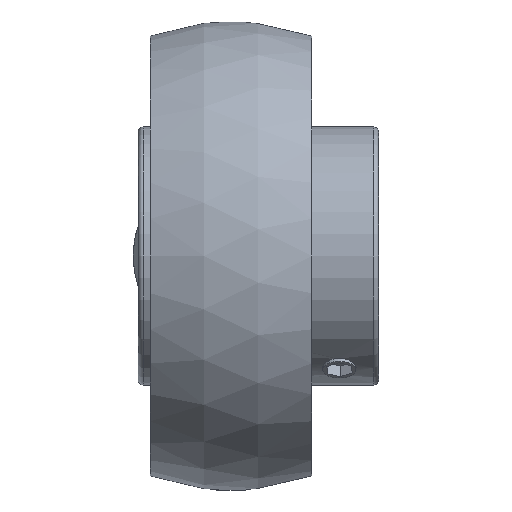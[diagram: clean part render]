
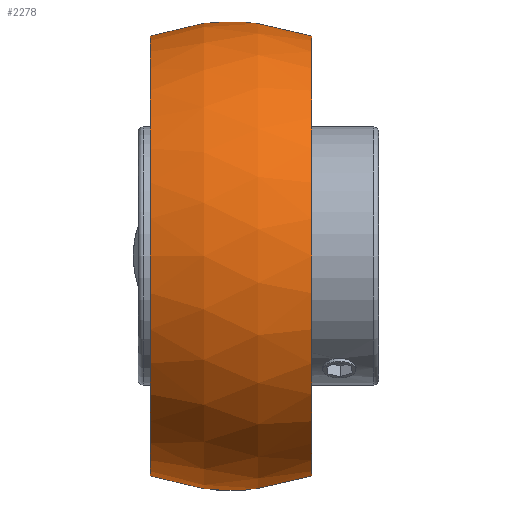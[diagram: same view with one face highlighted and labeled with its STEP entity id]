
A CAD part, front view. The second image highlights one B-rep face of the part: STEP entity #2278.
In plain terms, the highlighted spherical face has radius 48 mm.
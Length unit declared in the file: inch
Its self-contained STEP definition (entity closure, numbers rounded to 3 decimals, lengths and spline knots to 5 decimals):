
#830=SPHERICAL_SURFACE('',#2444,1.88976);
#1048=VERTEX_POINT('',#2561);
#1051=VERTEX_POINT('',#2566);
#1118=VERTEX_POINT('',#3354);
#1123=VERTEX_POINT('',#3368);
#1124=VERTEX_POINT('',#3375);
#1125=VERTEX_POINT('',#3379);
#1126=VERTEX_POINT('',#3382);
#1127=VERTEX_POINT('',#3386);
#1128=VERTEX_POINT('',#3388);
#1129=VERTEX_POINT('',#3390);
#1130=VERTEX_POINT('',#3392);
#1131=VERTEX_POINT('',#3394);
#1132=VERTEX_POINT('',#3398);
#1133=VERTEX_POINT('',#3400);
#1200=CIRCLE('',#2343,1.7746);
#1250=CIRCLE('',#2436,1.88607);
#1251=CIRCLE('',#2438,1.88607);
#1252=CIRCLE('',#2439,1.88607);
#1253=CIRCLE('',#2441,1.88607);
#1254=CIRCLE('',#2442,1.88607);
#1255=CIRCLE('',#2443,1.88607);
#1256=CIRCLE('',#2445,0.7874);
#1257=CIRCLE('',#2446,1.7746);
#1298=EDGE_CURVE('',#1051,#1048,#1200,.T.);
#1407=EDGE_CURVE('',#1118,#1124,#1250,.T.);
#1409=EDGE_CURVE('',#1124,#1125,#1251,.T.);
#1411=EDGE_CURVE('',#1123,#1126,#1252,.T.);
#1413=EDGE_CURVE('',#1126,#1127,#1253,.T.);
#1415=EDGE_CURVE('',#1129,#1128,#1254,.T.);
#1418=EDGE_CURVE('',#1131,#1130,#1255,.T.);
#1420=EDGE_CURVE('',#1130,#1118,#1250,.T.);
#1421=EDGE_CURVE('',#1128,#1123,#1252,.T.);
#1422=EDGE_CURVE('',#1048,#1125,#1256,.T.);
#1423=EDGE_CURVE('',#1129,#1051,#1256,.T.);
#1424=EDGE_CURVE('',#1132,#1127,#1256,.T.);
#1425=EDGE_CURVE('',#1133,#1132,#1257,.T.);
#1426=EDGE_CURVE('',#1131,#1133,#1256,.T.);
#1731=ORIENTED_EDGE('',*,*,#1418,.T.);
#1732=ORIENTED_EDGE('',*,*,#1420,.T.);
#1733=ORIENTED_EDGE('',*,*,#1407,.T.);
#1734=ORIENTED_EDGE('',*,*,#1409,.T.);
#1735=ORIENTED_EDGE('',*,*,#1422,.F.);
#1736=ORIENTED_EDGE('',*,*,#1298,.F.);
#1737=ORIENTED_EDGE('',*,*,#1423,.F.);
#1738=ORIENTED_EDGE('',*,*,#1415,.T.);
#1739=ORIENTED_EDGE('',*,*,#1421,.T.);
#1740=ORIENTED_EDGE('',*,*,#1411,.T.);
#1741=ORIENTED_EDGE('',*,*,#1413,.T.);
#1742=ORIENTED_EDGE('',*,*,#1424,.F.);
#1743=ORIENTED_EDGE('',*,*,#1425,.F.);
#1744=ORIENTED_EDGE('',*,*,#1426,.F.);
#1957=EDGE_LOOP('',(#1731,#1732,#1733,#1734,#1735,#1736,#1737,#1738,#1739,
#1740,#1741,#1742,#1743,#1744));
#2120=FACE_BOUND('',#1957,.T.);
#2278=ADVANCED_FACE('',(#2120),#830,.T.);
#2343=AXIS2_PLACEMENT_3D('',#2567,#3807,#3808);
#2436=AXIS2_PLACEMENT_3D('',#3376,#4014,#4015);
#2438=AXIS2_PLACEMENT_3D('',#3380,#4018,#4019);
#2439=AXIS2_PLACEMENT_3D('',#3383,#4021,#4022);
#2441=AXIS2_PLACEMENT_3D('',#3387,#4025,#4026);
#2442=AXIS2_PLACEMENT_3D('',#3389,#4027,#4028);
#2443=AXIS2_PLACEMENT_3D('',#3393,#4030,#4031);
#2444=AXIS2_PLACEMENT_3D('',#3396,#4033,#4034);
#2445=AXIS2_PLACEMENT_3D('',#3397,#4035,#4036);
#2446=AXIS2_PLACEMENT_3D('',#3399,#4037,#4038);
#2561=CARTESIAN_POINT('',(0.44499,1.71791,0.64961));
#2566=CARTESIAN_POINT('',(-0.44499,1.71791,0.64961));
#2567=CARTESIAN_POINT('',(0.,0.,0.64961));
#3354=CARTESIAN_POINT('',(1.88607,0.11811,0.));
#3368=CARTESIAN_POINT('',(-1.88607,0.11811,0.));
#3375=CARTESIAN_POINT('',(1.88237,0.11811,0.11811));
#3376=CARTESIAN_POINT('',(0.,0.11811,0.));
#3379=CARTESIAN_POINT('',(0.77849,1.71791,0.11811));
#3380=CARTESIAN_POINT('',(0.,0.,0.11811));
#3382=CARTESIAN_POINT('',(-1.88237,0.11811,-0.11811));
#3383=CARTESIAN_POINT('',(0.,0.11811,0.));
#3386=CARTESIAN_POINT('',(-0.77849,1.71791,-0.11811));
#3387=CARTESIAN_POINT('',(0.,0.,-0.11811));
#3388=CARTESIAN_POINT('',(-1.88237,0.11811,0.11811));
#3389=CARTESIAN_POINT('',(0.,0.,0.11811));
#3390=CARTESIAN_POINT('',(-0.77849,1.71791,0.11811));
#3392=CARTESIAN_POINT('',(1.88237,0.11811,-0.11811));
#3393=CARTESIAN_POINT('',(0.,0.,-0.11811));
#3394=CARTESIAN_POINT('',(0.77849,1.71791,-0.11811));
#3396=CARTESIAN_POINT('',(0.,0.,0.));
#3397=CARTESIAN_POINT('',(0.,1.71791,0.));
#3398=CARTESIAN_POINT('',(-0.44499,1.71791,-0.64961));
#3399=CARTESIAN_POINT('',(0.,0.,-0.64961));
#3400=CARTESIAN_POINT('',(0.44499,1.71791,-0.64961));
#3807=DIRECTION('',(0.,0.,1.));
#3808=DIRECTION('',(0.,1.775,0.));
#4014=DIRECTION('',(0.,-1.,0.));
#4015=DIRECTION('',(0.,0.,1.886));
#4018=DIRECTION('',(0.,0.,1.));
#4019=DIRECTION('',(0.,1.886,0.));
#4021=DIRECTION('',(0.,-1.,0.));
#4022=DIRECTION('',(0.,0.,1.886));
#4025=DIRECTION('',(0.,0.,-1.));
#4026=DIRECTION('',(0.,-1.886,0.));
#4027=DIRECTION('',(0.,0.,1.));
#4028=DIRECTION('',(0.,1.886,0.));
#4030=DIRECTION('',(0.,0.,-1.));
#4031=DIRECTION('',(0.,-1.886,0.));
#4033=DIRECTION('',(0.,0.,1.));
#4034=DIRECTION('',(1.,0.,0.));
#4035=DIRECTION('',(0.,1.,0.));
#4036=DIRECTION('',(0.787,0.,0.));
#4037=DIRECTION('',(0.,0.,-1.));
#4038=DIRECTION('',(0.,-1.775,0.));
